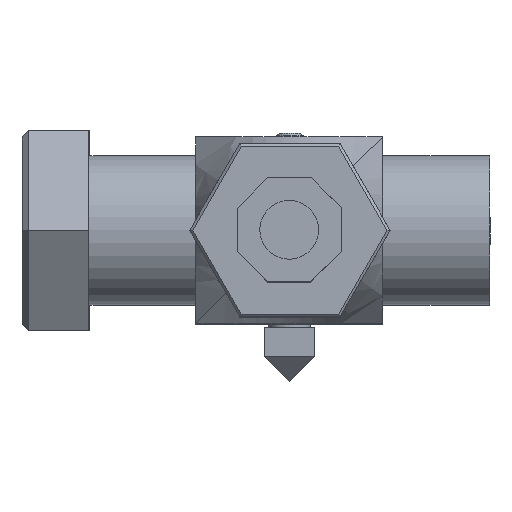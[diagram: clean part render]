
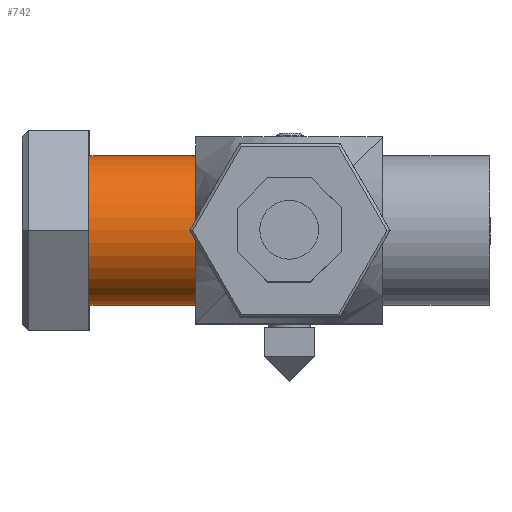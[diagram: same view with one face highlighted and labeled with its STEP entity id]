
A CAD part, top view. The second image highlights one B-rep face of the part: STEP entity #742.
In plain terms, the highlighted cylindrical face has radius 14.224 mm (diameter 28.448 mm), a partial arc.
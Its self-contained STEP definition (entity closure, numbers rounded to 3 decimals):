
#742=ADVANCED_FACE('',(#1383),#1384,.T.);
#1383=FACE_OUTER_BOUND('',#2961,.T.);
#1384=CYLINDRICAL_SURFACE('',#2962,14.224);
#2961=EDGE_LOOP('',(#4599,#4600,#4601,#4602,#4603,#4604));
#2962=AXIS2_PLACEMENT_3D('',#4605,#4606,#4607);
#4599=ORIENTED_EDGE('',*,*,#5126,.F.);
#4600=ORIENTED_EDGE('',*,*,#5154,.F.);
#4601=ORIENTED_EDGE('',*,*,#5302,.F.);
#4602=ORIENTED_EDGE('',*,*,#5024,.F.);
#4603=ORIENTED_EDGE('',*,*,#5497,.F.);
#4604=ORIENTED_EDGE('',*,*,#5498,.T.);
#4605=CARTESIAN_POINT('',(-17.834,0.0,10.414));
#4606=DIRECTION('',(1.0,-0.0,-0.0));
#4607=DIRECTION('',(0.0,1.0,0.0));
#5024=EDGE_CURVE('',#5814,#5816,#5817,.T.);
#5126=EDGE_CURVE('',#5986,#5987,#5988,.T.);
#5154=EDGE_CURVE('',#6033,#5986,#6035,.F.);
#5302=EDGE_CURVE('',#5816,#6033,#6245,.T.);
#5497=EDGE_CURVE('',#6473,#5814,#6474,.T.);
#5498=EDGE_CURVE('',#6473,#5987,#6475,.T.);
#5814=VERTEX_POINT('',#7003);
#5816=VERTEX_POINT('',#7006);
#5817=LINE('',#7007,#7008);
#5986=VERTEX_POINT('',#7451);
#5987=VERTEX_POINT('',#7452);
#5988=LINE('',#7453,#7454);
#6033=VERTEX_POINT('',#7581);
#6035=CIRCLE('',#7583,14.224);
#6245=LINE('',#7960,#7961);
#6473=VERTEX_POINT('',#8580);
#6474=CIRCLE('',#8581,14.224);
#6475=LINE('',#8582,#8583);
#7003=CARTESIAN_POINT('',(-17.834,-14.224,10.414));
#7006=CARTESIAN_POINT('',(-25.454,-14.224,10.414));
#7007=CARTESIAN_POINT('',(-17.834,-14.224,10.414));
#7008=VECTOR('',#8848,0.001);
#7451=CARTESIAN_POINT('',(-38.154,14.224,10.414));
#7452=CARTESIAN_POINT('',(-25.454,14.224,10.414));
#7453=CARTESIAN_POINT('',(-17.834,14.224,10.414));
#7454=VECTOR('',#8965,1.0);
#7581=CARTESIAN_POINT('',(-38.154,-14.224,10.414));
#7583=AXIS2_PLACEMENT_3D('',#8999,#9000,#9001);
#7960=CARTESIAN_POINT('',(-17.834,-14.224,10.414));
#7961=VECTOR('',#9184,1.0);
#8580=CARTESIAN_POINT('',(-17.834,14.224,10.414));
#8581=AXIS2_PLACEMENT_3D('',#9335,#9336,#9337);
#8582=CARTESIAN_POINT('',(-17.834,14.224,10.414));
#8583=VECTOR('',#9338,0.001);
#8848=DIRECTION('',(-1.0,0.,0.));
#8965=DIRECTION('',(1.0,-0.0,-0.0));
#8999=CARTESIAN_POINT('',(-38.154,0.0,10.414));
#9000=DIRECTION('',(1.0,0.0,0.0));
#9001=DIRECTION('',(0.0,0.0,-1.0));
#9184=DIRECTION('',(-1.0,0.0,0.0));
#9335=CARTESIAN_POINT('',(-17.834,0.0,10.414));
#9336=DIRECTION('',(1.0,0.0,0.0));
#9337=DIRECTION('',(0.0,0.0,-1.0));
#9338=DIRECTION('',(-1.0,0.0,0.0));
